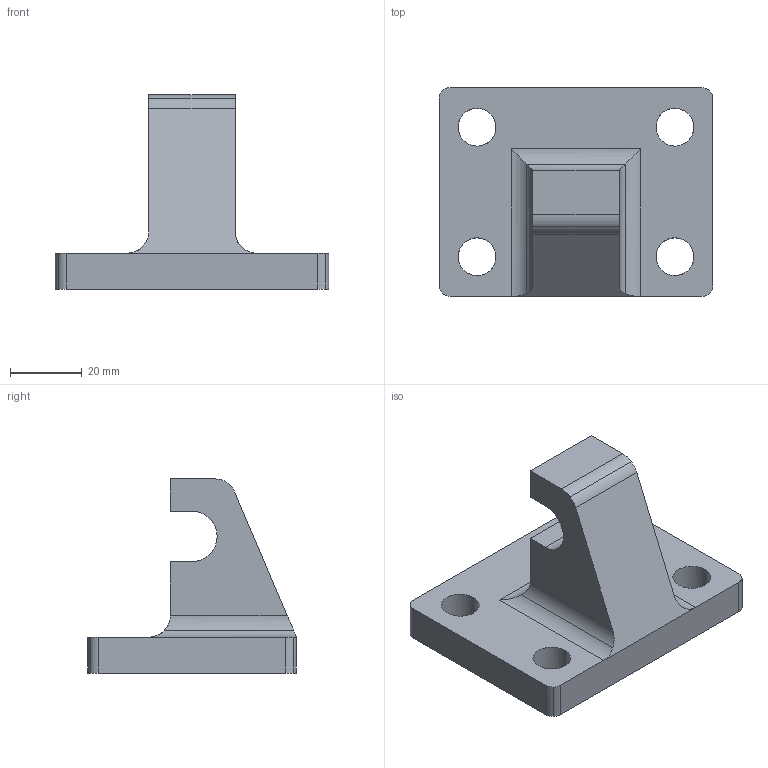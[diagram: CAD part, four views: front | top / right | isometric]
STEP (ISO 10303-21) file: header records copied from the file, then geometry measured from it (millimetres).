
FILE_DESCRIPTION(('CATIA V5 STEP Exchange'),'2;1');
FILE_NAME('VERSCHLUSSSPANNER_TS_HC_3730_LP_357902.stp','2018-08-16T12:06:47+00:00',('none'),('none'),'CATIA Version 5 Release 19 SP 9 (IN-10)','CATIA V5 STEP AP214','none');
FILE_SCHEMA(('AUTOMOTIVE_DESIGN { 1 0 10303 214 1 1 1 1 }'));
Length unit declared in the file: millimetre
Products named in the file (1): VERSCHLUSSSPANNER_TS_HC_3730_LP_357902
Bounding box: 76 x 58 x 54 mm (x, y, z)
Volume: 64466.6 mm3; surface area: 15981.8 mm2
Topology: 1 solids, 1 shells, 39 faces, 105 edges, 68 vertices
Faces by surface type: cylinder 25, plane 14
Entity records: 1727 total; most frequent: CARTESIAN_POINT 485, ORIENTED_EDGE 210, DIRECTION 159, EDGE_CURVE 105, VERTEX_POINT 68, AXIS2_PLACEMENT_3D 62, VECTOR 59, LINE 59
